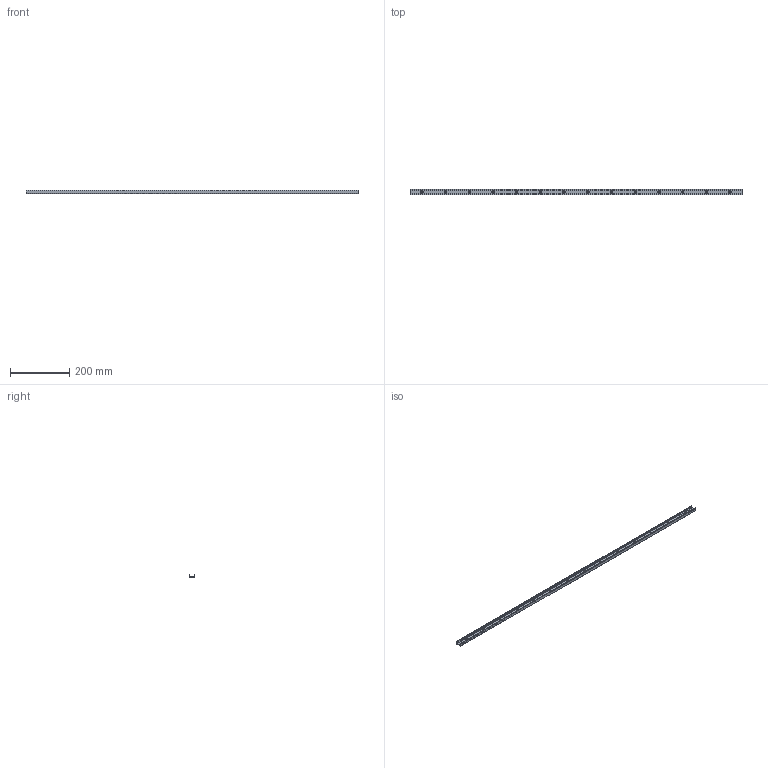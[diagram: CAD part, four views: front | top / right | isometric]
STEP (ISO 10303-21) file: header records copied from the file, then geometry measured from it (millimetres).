
FILE_DESCRIPTION (( 'STEP AP203' ), '1' );
FILE_NAME ('LUC-0-1120.step', '2024-05-13T17:21:39', ( '' ), ( '' ), 'SwSTEP 2.0', 'SolidWorks 2023', '' );
FILE_SCHEMA (( 'CONFIG_CONTROL_DESIGN' ));
Length unit declared in the file: millimetre
Products named in the file (1): LUC-0-1120
Bounding box: 1120 x 19.99 x 11 mm (x, y, z)
Volume: 120805.7 mm3; surface area: 82611.5 mm2
Topology: 1 solids, 1 shells, 92 faces, 228 edges, 152 vertices
Faces by surface type: cylinder 67, plane 25
Entity records: 2939 total; most frequent: DIRECTION 548, CARTESIAN_POINT 473, ORIENTED_EDGE 456, EDGE_CURVE 228, AXIS2_PLACEMENT_3D 227, VERTEX_POINT 152, CIRCLE 134, EDGE_LOOP 134
